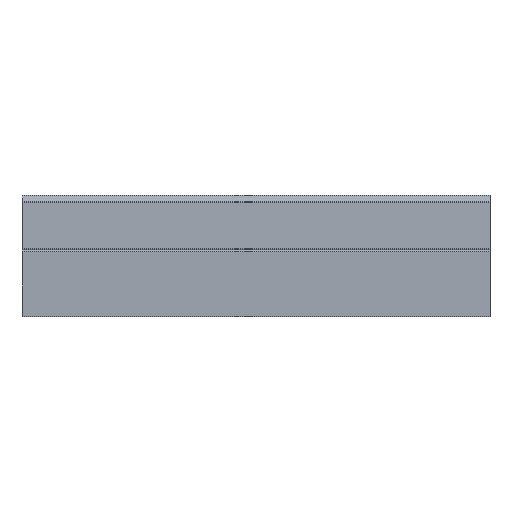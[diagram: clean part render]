
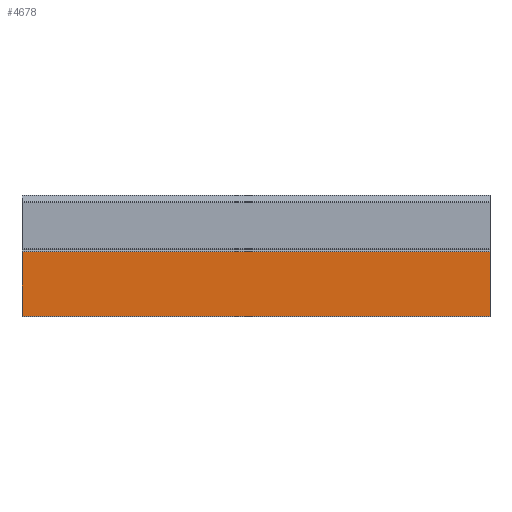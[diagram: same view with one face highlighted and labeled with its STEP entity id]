
A CAD part, left-side view. The second image highlights one B-rep face of the part: STEP entity #4678.
In plain terms, the highlighted face is planar.
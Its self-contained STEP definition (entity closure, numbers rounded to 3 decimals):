
#636=FACE_OUTER_BOUND('',#878,.T.);
#878=EDGE_LOOP('',(#4128,#4129,#4130,#4131));
#1217=LINE('',#7688,#1657);
#1241=LINE('',#7800,#1681);
#1309=LINE('',#7999,#1749);
#1311=LINE('',#8002,#1751);
#1657=VECTOR('',#6223,10.);
#1681=VECTOR('',#6315,10.);
#1749=VECTOR('',#6547,10.);
#1751=VECTOR('',#6551,10.);
#2105=VERTEX_POINT('',#7685);
#2106=VERTEX_POINT('',#7687);
#2159=VERTEX_POINT('',#7797);
#2160=VERTEX_POINT('',#7799);
#2710=EDGE_CURVE('',#2105,#2106,#1217,.T.);
#2766=EDGE_CURVE('',#2159,#2160,#1241,.T.);
#2868=EDGE_CURVE('',#2160,#2105,#1309,.T.);
#2870=EDGE_CURVE('',#2106,#2159,#1311,.T.);
#4128=ORIENTED_EDGE('',*,*,#2870,.F.);
#4129=ORIENTED_EDGE('',*,*,#2710,.F.);
#4130=ORIENTED_EDGE('',*,*,#2868,.F.);
#4131=ORIENTED_EDGE('',*,*,#2766,.F.);
#4467=PLANE('',#5245);
#4678=ADVANCED_FACE('',(#636),#4467,.T.);
#5245=AXIS2_PLACEMENT_3D('',#8001,#6549,#6550);
#6223=DIRECTION('',(0.017,1.,0.));
#6315=DIRECTION('',(-0.017,-1.,0.));
#6547=DIRECTION('',(0.,0.,1.));
#6549=DIRECTION('center_axis',(1.,-0.017,0.));
#6550=DIRECTION('ref_axis',(0.017,1.,0.));
#6551=DIRECTION('',(0.,0.,-1.));
#7685=CARTESIAN_POINT('',(-0.433,-24.803,86.5));
#7687=CARTESIAN_POINT('',(-0.015,-0.884,86.5));
#7688=CARTESIAN_POINT('',(-0.015,-0.884,86.5));
#7797=CARTESIAN_POINT('',(-0.015,-0.884,-86.5));
#7799=CARTESIAN_POINT('',(-0.433,-24.803,-86.5));
#7800=CARTESIAN_POINT('',(-0.015,-0.884,-86.5));
#7999=CARTESIAN_POINT('',(-0.433,-24.803,0.));
#8001=CARTESIAN_POINT('Origin',(-0.436,-25.,0.));
#8002=CARTESIAN_POINT('',(-0.015,-0.884,0.));
